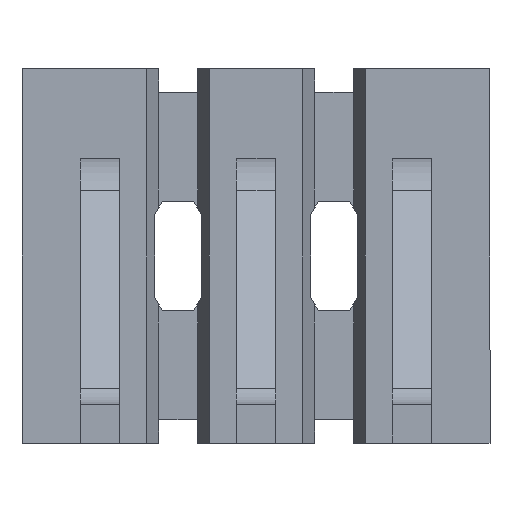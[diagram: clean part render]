
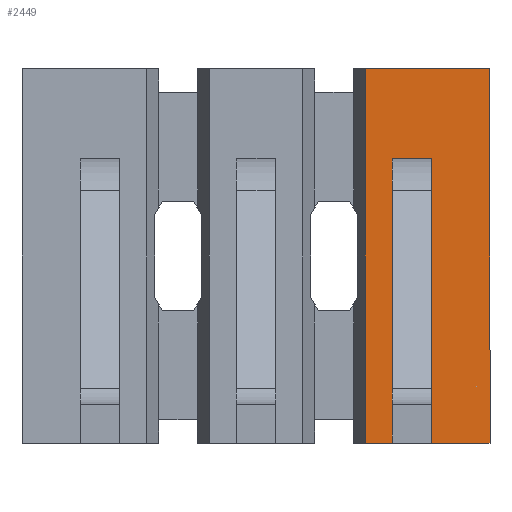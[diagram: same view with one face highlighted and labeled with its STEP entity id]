
A CAD part, front view. The second image highlights one B-rep face of the part: STEP entity #2449.
In plain terms, the highlighted face is planar.
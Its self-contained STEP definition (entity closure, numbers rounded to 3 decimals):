
#509 = VERTEX_POINT('',#510);
#510 = CARTESIAN_POINT('',(-1.778,3.048,-1.27));
#516 = EDGE_CURVE('',#509,#517,#519,.T.);
#517 = VERTEX_POINT('',#518);
#518 = CARTESIAN_POINT('',(-3.81,3.048,-1.27));
#519 = LINE('',#520,#521);
#520 = CARTESIAN_POINT('',(3.81,3.048,-1.27));
#521 = VECTOR('',#522,1.);
#522 = DIRECTION('',(-1.,0.,0.));
#1441 = VERTEX_POINT('',#1442);
#1442 = CARTESIAN_POINT('',(-3.81,-3.048,-1.27));
#1448 = EDGE_CURVE('',#1441,#1449,#1451,.T.);
#1449 = VERTEX_POINT('',#1450);
#1450 = CARTESIAN_POINT('',(-1.778,-3.048,-1.27));
#1451 = LINE('',#1452,#1453);
#1452 = CARTESIAN_POINT('',(-3.81,-3.048,-1.27));
#1453 = VECTOR('',#1454,1.);
#1454 = DIRECTION('',(1.,0.,0.));
#2449 = ADVANCED_FACE('',(#2450,#2484,#2518),#2534,.F.);
#2450 = FACE_BOUND('',#2451,.T.);
#2451 = EDGE_LOOP('',(#2452,#2462,#2470,#2478));
#2452 = ORIENTED_EDGE('',*,*,#2453,.T.);
#2453 = EDGE_CURVE('',#2454,#2456,#2458,.T.);
#2454 = VERTEX_POINT('',#2455);
#2455 = CARTESIAN_POINT('',(-2.223,1.588,-1.27));
#2456 = VERTEX_POINT('',#2457);
#2457 = CARTESIAN_POINT('',(-2.858,1.588,-1.27));
#2458 = LINE('',#2459,#2460);
#2459 = CARTESIAN_POINT('',(-2.223,1.588,-1.27));
#2460 = VECTOR('',#2461,1.);
#2461 = DIRECTION('',(-1.,0.,0.));
#2462 = ORIENTED_EDGE('',*,*,#2463,.T.);
#2463 = EDGE_CURVE('',#2456,#2464,#2466,.T.);
#2464 = VERTEX_POINT('',#2465);
#2465 = CARTESIAN_POINT('',(-2.858,0.953,-1.27));
#2466 = LINE('',#2467,#2468);
#2467 = CARTESIAN_POINT('',(-2.858,1.588,-1.27));
#2468 = VECTOR('',#2469,1.);
#2469 = DIRECTION('',(0.,-1.,0.));
#2470 = ORIENTED_EDGE('',*,*,#2471,.T.);
#2471 = EDGE_CURVE('',#2464,#2472,#2474,.T.);
#2472 = VERTEX_POINT('',#2473);
#2473 = CARTESIAN_POINT('',(-2.223,0.953,-1.27));
#2474 = LINE('',#2475,#2476);
#2475 = CARTESIAN_POINT('',(-2.858,0.953,-1.27));
#2476 = VECTOR('',#2477,1.);
#2477 = DIRECTION('',(1.,0.,0.));
#2478 = ORIENTED_EDGE('',*,*,#2479,.T.);
#2479 = EDGE_CURVE('',#2472,#2454,#2480,.T.);
#2480 = LINE('',#2481,#2482);
#2481 = CARTESIAN_POINT('',(-2.223,0.953,-1.27));
#2482 = VECTOR('',#2483,1.);
#2483 = DIRECTION('',(0.,1.,0.));
#2484 = FACE_BOUND('',#2485,.T.);
#2485 = EDGE_LOOP('',(#2486,#2496,#2504,#2512));
#2486 = ORIENTED_EDGE('',*,*,#2487,.T.);
#2487 = EDGE_CURVE('',#2488,#2490,#2492,.T.);
#2488 = VERTEX_POINT('',#2489);
#2489 = CARTESIAN_POINT('',(-2.223,-0.953,-1.27));
#2490 = VERTEX_POINT('',#2491);
#2491 = CARTESIAN_POINT('',(-2.858,-0.953,-1.27));
#2492 = LINE('',#2493,#2494);
#2493 = CARTESIAN_POINT('',(-2.223,-0.953,-1.27));
#2494 = VECTOR('',#2495,1.);
#2495 = DIRECTION('',(-1.,0.,0.));
#2496 = ORIENTED_EDGE('',*,*,#2497,.T.);
#2497 = EDGE_CURVE('',#2490,#2498,#2500,.T.);
#2498 = VERTEX_POINT('',#2499);
#2499 = CARTESIAN_POINT('',(-2.858,-1.588,-1.27));
#2500 = LINE('',#2501,#2502);
#2501 = CARTESIAN_POINT('',(-2.858,-0.953,-1.27));
#2502 = VECTOR('',#2503,1.);
#2503 = DIRECTION('',(0.,-1.,0.));
#2504 = ORIENTED_EDGE('',*,*,#2505,.T.);
#2505 = EDGE_CURVE('',#2498,#2506,#2508,.T.);
#2506 = VERTEX_POINT('',#2507);
#2507 = CARTESIAN_POINT('',(-2.223,-1.588,-1.27));
#2508 = LINE('',#2509,#2510);
#2509 = CARTESIAN_POINT('',(-2.858,-1.588,-1.27));
#2510 = VECTOR('',#2511,1.);
#2511 = DIRECTION('',(1.,0.,0.));
#2512 = ORIENTED_EDGE('',*,*,#2513,.T.);
#2513 = EDGE_CURVE('',#2506,#2488,#2514,.T.);
#2514 = LINE('',#2515,#2516);
#2515 = CARTESIAN_POINT('',(-2.223,-1.588,-1.27));
#2516 = VECTOR('',#2517,1.);
#2517 = DIRECTION('',(0.,1.,0.));
#2518 = FACE_BOUND('',#2519,.T.);
#2519 = EDGE_LOOP('',(#2520,#2526,#2527,#2533));
#2520 = ORIENTED_EDGE('',*,*,#2521,.F.);
#2521 = EDGE_CURVE('',#1449,#509,#2522,.T.);
#2522 = LINE('',#2523,#2524);
#2523 = CARTESIAN_POINT('',(-1.778,0.,-1.27));
#2524 = VECTOR('',#2525,1.);
#2525 = DIRECTION('',(0.,1.,0.));
#2526 = ORIENTED_EDGE('',*,*,#1448,.F.);
#2527 = ORIENTED_EDGE('',*,*,#2528,.F.);
#2528 = EDGE_CURVE('',#517,#1441,#2529,.T.);
#2529 = LINE('',#2530,#2531);
#2530 = CARTESIAN_POINT('',(-3.81,3.048,-1.27));
#2531 = VECTOR('',#2532,1.);
#2532 = DIRECTION('',(0.,-1.,0.));
#2533 = ORIENTED_EDGE('',*,*,#516,.F.);
#2534 = PLANE('',#2535);
#2535 = AXIS2_PLACEMENT_3D('',#2536,#2537,#2538);
#2536 = CARTESIAN_POINT('',(0.,0.,-1.27));
#2537 = DIRECTION('',(0.,0.,1.));
#2538 = DIRECTION('',(1.,0.,-0.));
